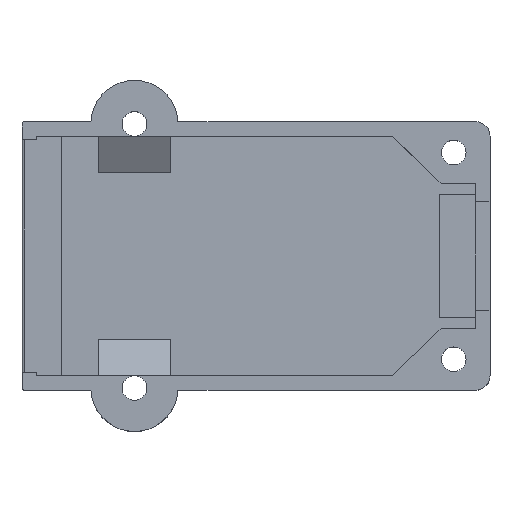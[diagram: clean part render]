
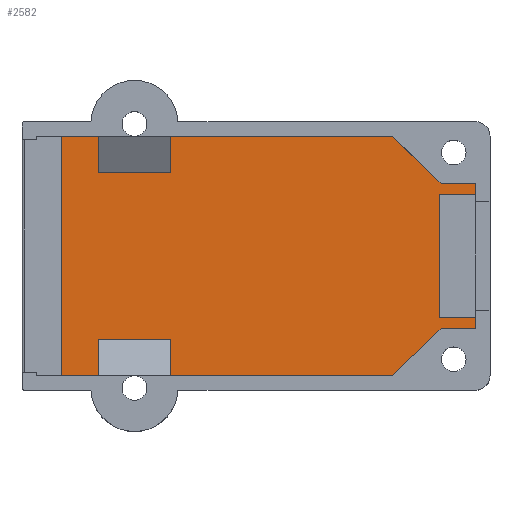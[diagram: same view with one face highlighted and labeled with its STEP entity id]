
A CAD part, top view. The second image highlights one B-rep face of the part: STEP entity #2582.
In plain terms, the highlighted planar face has unit normal (0, 0, 1).
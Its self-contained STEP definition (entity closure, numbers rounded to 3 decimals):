
#829=DIRECTION('',(0.,1.,0.));
#830=VECTOR('',#829,5.);
#831=CARTESIAN_POINT('',(20.5,2.,2.));
#832=LINE('',#831,#830);
#833=DIRECTION('',(-1.,0.,0.));
#834=VECTOR('',#833,10.);
#835=CARTESIAN_POINT('',(20.5,7.,2.));
#836=LINE('',#835,#834);
#837=DIRECTION('',(0.,1.,0.));
#838=VECTOR('',#837,5.);
#839=CARTESIAN_POINT('',(10.5,2.,2.));
#840=LINE('',#839,#838);
#841=DIRECTION('',(1.,0.,0.));
#842=VECTOR('',#841,5.);
#843=CARTESIAN_POINT('',(5.5,2.,2.));
#844=LINE('',#843,#842);
#845=DIRECTION('',(0.,1.,0.));
#846=VECTOR('',#845,33.);
#847=CARTESIAN_POINT('',(5.5,2.,2.));
#848=LINE('',#847,#846);
#849=DIRECTION('',(-1.,0.,0.));
#850=VECTOR('',#849,5.);
#851=CARTESIAN_POINT('',(10.5,35.,2.));
#852=LINE('',#851,#850);
#853=DIRECTION('',(0.,1.,0.));
#854=VECTOR('',#853,5.);
#855=CARTESIAN_POINT('',(10.5,30.,2.));
#856=LINE('',#855,#854);
#857=DIRECTION('',(-1.,0.,0.));
#858=VECTOR('',#857,10.);
#859=CARTESIAN_POINT('',(20.5,30.,2.));
#860=LINE('',#859,#858);
#861=DIRECTION('',(0.,1.,0.));
#862=VECTOR('',#861,5.);
#863=CARTESIAN_POINT('',(20.5,30.,2.));
#864=LINE('',#863,#862);
#865=DIRECTION('',(-1.,0.,0.));
#866=VECTOR('',#865,30.5);
#867=CARTESIAN_POINT('',(51.,35.,2.));
#868=LINE('',#867,#866);
#869=DIRECTION('',(0.72,-0.694,0.));
#870=VECTOR('',#869,9.371);
#871=CARTESIAN_POINT('',(51.,35.,2.));
#872=LINE('',#871,#870);
#873=DIRECTION('',(-1.,0.,0.));
#874=VECTOR('',#873,4.75);
#875=CARTESIAN_POINT('',(62.5,28.5,2.));
#876=LINE('',#875,#874);
#877=DIRECTION('',(0.,1.,0.));
#878=VECTOR('',#877,1.5);
#879=CARTESIAN_POINT('',(62.5,27.,2.));
#880=LINE('',#879,#878);
#881=DIRECTION('',(-1.,0.,0.));
#882=VECTOR('',#881,5.);
#883=CARTESIAN_POINT('',(62.5,27.,2.));
#884=LINE('',#883,#882);
#885=DIRECTION('',(0.,-1.,0.));
#886=VECTOR('',#885,17.);
#887=CARTESIAN_POINT('',(57.5,27.,2.));
#888=LINE('',#887,#886);
#889=DIRECTION('',(-1.,0.,0.));
#890=VECTOR('',#889,5.);
#891=CARTESIAN_POINT('',(62.5,10.,2.));
#892=LINE('',#891,#890);
#893=DIRECTION('',(0.,1.,0.));
#894=VECTOR('',#893,1.5);
#895=CARTESIAN_POINT('',(62.5,8.5,2.));
#896=LINE('',#895,#894);
#897=DIRECTION('',(-1.,0.,0.));
#898=VECTOR('',#897,4.75);
#899=CARTESIAN_POINT('',(62.5,8.5,2.));
#900=LINE('',#899,#898);
#901=DIRECTION('',(-0.72,-0.694,0.));
#902=VECTOR('',#901,9.371);
#903=CARTESIAN_POINT('',(57.75,8.5,2.));
#904=LINE('',#903,#902);
#905=DIRECTION('',(1.,0.,0.));
#906=VECTOR('',#905,30.5);
#907=CARTESIAN_POINT('',(20.5,2.,2.));
#908=LINE('',#907,#906);
#1125=CARTESIAN_POINT('',(5.5,2.,2.));
#1126=CARTESIAN_POINT('',(5.5,35.,2.));
#1127=VERTEX_POINT('',#1125);
#1128=VERTEX_POINT('',#1126);
#1145=CARTESIAN_POINT('',(62.5,27.,2.));
#1146=CARTESIAN_POINT('',(57.5,27.,2.));
#1147=VERTEX_POINT('',#1145);
#1148=VERTEX_POINT('',#1146);
#1149=CARTESIAN_POINT('',(57.5,10.,2.));
#1150=VERTEX_POINT('',#1149);
#1151=CARTESIAN_POINT('',(62.5,10.,2.));
#1152=VERTEX_POINT('',#1151);
#1181=CARTESIAN_POINT('',(51.,35.,2.));
#1182=CARTESIAN_POINT('',(57.75,28.5,2.));
#1183=VERTEX_POINT('',#1181);
#1184=VERTEX_POINT('',#1182);
#1185=CARTESIAN_POINT('',(62.5,28.5,2.));
#1186=VERTEX_POINT('',#1185);
#1193=CARTESIAN_POINT('',(62.5,8.5,2.));
#1194=VERTEX_POINT('',#1193);
#1197=CARTESIAN_POINT('',(57.75,8.5,2.));
#1198=VERTEX_POINT('',#1197);
#1199=CARTESIAN_POINT('',(51.,2.,2.));
#1200=VERTEX_POINT('',#1199);
#1337=CARTESIAN_POINT('',(20.5,2.,2.));
#1338=CARTESIAN_POINT('',(20.5,7.,2.));
#1339=VERTEX_POINT('',#1337);
#1340=VERTEX_POINT('',#1338);
#1341=CARTESIAN_POINT('',(20.5,30.,2.));
#1342=CARTESIAN_POINT('',(20.5,35.,2.));
#1343=VERTEX_POINT('',#1341);
#1344=VERTEX_POINT('',#1342);
#1345=CARTESIAN_POINT('',(10.5,2.,2.));
#1346=CARTESIAN_POINT('',(10.5,7.,2.));
#1347=VERTEX_POINT('',#1345);
#1348=VERTEX_POINT('',#1346);
#1349=CARTESIAN_POINT('',(10.5,30.,2.));
#1350=CARTESIAN_POINT('',(10.5,35.,2.));
#1351=VERTEX_POINT('',#1349);
#1352=VERTEX_POINT('',#1350);
#2538=CARTESIAN_POINT('',(0.,0.,2.));
#2539=DIRECTION('',(0.,0.,1.));
#2540=DIRECTION('',(1.,0.,0.));
#2541=AXIS2_PLACEMENT_3D('',#2538,#2539,#2540);
#2542=PLANE('',#2541);
#2544=ORIENTED_EDGE('',*,*,#2543,.T.);
#2546=ORIENTED_EDGE('',*,*,#2545,.T.);
#2548=ORIENTED_EDGE('',*,*,#2547,.F.);
#2550=ORIENTED_EDGE('',*,*,#2549,.F.);
#2552=ORIENTED_EDGE('',*,*,#2551,.T.);
#2554=ORIENTED_EDGE('',*,*,#2553,.F.);
#2556=ORIENTED_EDGE('',*,*,#2555,.F.);
#2558=ORIENTED_EDGE('',*,*,#2557,.F.);
#2560=ORIENTED_EDGE('',*,*,#2559,.T.);
#2562=ORIENTED_EDGE('',*,*,#2561,.F.);
#2564=ORIENTED_EDGE('',*,*,#2563,.T.);
#2566=ORIENTED_EDGE('',*,*,#2565,.F.);
#2567=ORIENTED_EDGE('',*,*,#2474,.F.);
#2569=ORIENTED_EDGE('',*,*,#2568,.T.);
#2571=ORIENTED_EDGE('',*,*,#2570,.T.);
#2573=ORIENTED_EDGE('',*,*,#2572,.F.);
#2574=ORIENTED_EDGE('',*,*,#2467,.F.);
#2575=ORIENTED_EDGE('',*,*,#2529,.T.);
#2577=ORIENTED_EDGE('',*,*,#2576,.T.);
#2579=ORIENTED_EDGE('',*,*,#2578,.F.);
#2580=EDGE_LOOP('',(#2544,#2546,#2548,#2550,#2552,#2554,#2556,#2558,#2560,#2562,
#2564,#2566,#2567,#2569,#2571,#2573,#2574,#2575,#2577,#2579));
#2581=FACE_OUTER_BOUND('',#2580,.F.);
#2467=EDGE_CURVE('',#1194,#1152,#896,.T.);
#2474=EDGE_CURVE('',#1147,#1186,#880,.T.);
#2529=EDGE_CURVE('',#1194,#1198,#900,.T.);
#2543=EDGE_CURVE('',#1339,#1340,#832,.T.);
#2545=EDGE_CURVE('',#1340,#1348,#836,.T.);
#2547=EDGE_CURVE('',#1347,#1348,#840,.T.);
#2549=EDGE_CURVE('',#1127,#1347,#844,.T.);
#2551=EDGE_CURVE('',#1127,#1128,#848,.T.);
#2553=EDGE_CURVE('',#1352,#1128,#852,.T.);
#2555=EDGE_CURVE('',#1351,#1352,#856,.T.);
#2557=EDGE_CURVE('',#1343,#1351,#860,.T.);
#2559=EDGE_CURVE('',#1343,#1344,#864,.T.);
#2561=EDGE_CURVE('',#1183,#1344,#868,.T.);
#2563=EDGE_CURVE('',#1183,#1184,#872,.T.);
#2565=EDGE_CURVE('',#1186,#1184,#876,.T.);
#2568=EDGE_CURVE('',#1147,#1148,#884,.T.);
#2570=EDGE_CURVE('',#1148,#1150,#888,.T.);
#2572=EDGE_CURVE('',#1152,#1150,#892,.T.);
#2576=EDGE_CURVE('',#1198,#1200,#904,.T.);
#2578=EDGE_CURVE('',#1339,#1200,#908,.T.);
#2582=ADVANCED_FACE('',(#2581),#2542,.T.);
